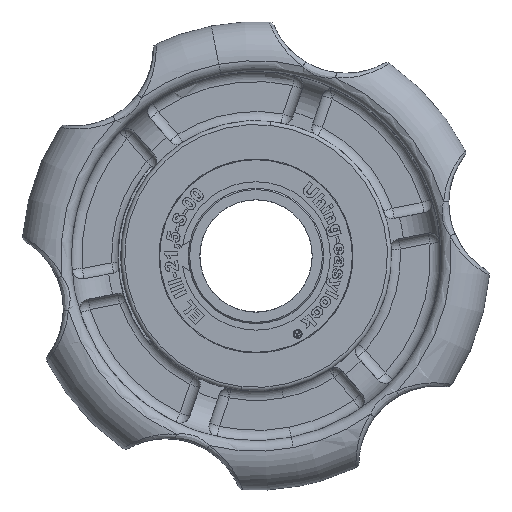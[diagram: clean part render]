
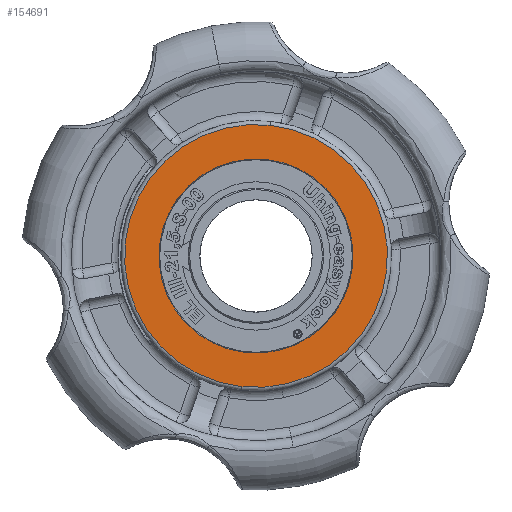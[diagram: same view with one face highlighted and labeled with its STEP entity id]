
A CAD part, left-side view. The second image highlights one B-rep face of the part: STEP entity #154691.
In plain terms, the highlighted planar face has unit normal (-1, 0, 0).
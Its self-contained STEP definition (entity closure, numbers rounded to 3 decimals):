
#1225 = AXIS2_PLACEMENT_3D ( 'NONE', #33648, #97131, #82958 ) ;
#1780 = CIRCLE ( 'NONE', #76368, 25.25 ) ;
#3249 = CARTESIAN_POINT ( 'NONE',  ( -31.1, -2.703, 25.105 ) ) ;
#4286 = ORIENTED_EDGE ( 'NONE', *, *, #40745, .F. ) ;
#6506 = CARTESIAN_POINT ( 'NONE',  ( -31.1, -18.543, -1.997 ) ) ;
#10073 = EDGE_LOOP ( 'NONE', ( #4286, #74898 ) ) ;
#13505 = DIRECTION ( 'NONE',  ( -1., 0., 0. ) ) ;
#18296 = EDGE_LOOP ( 'NONE', ( #94569, #89038 ) ) ;
#22289 = DIRECTION ( 'NONE',  ( 0., -0.107, 0.994 ) ) ;
#25257 = CIRCLE ( 'NONE', #91887, 18.65 ) ;
#29581 = VERTEX_POINT ( 'NONE', #72906 ) ;
#32943 = DIRECTION ( 'NONE',  ( -1., 0., 0. ) ) ;
#33648 = CARTESIAN_POINT ( 'NONE',  ( -31.1, 0., 0. ) ) ;
#35324 = CARTESIAN_POINT ( 'NONE',  ( -31.1, 1.997, -18.543 ) ) ;
#40745 = EDGE_CURVE ( 'NONE', #115494, #135925, #52243, .T. ) ;
#41781 = DIRECTION ( 'NONE',  ( 0., 0.107, -0.994 ) ) ;
#43318 = DIRECTION ( 'NONE',  ( 0., 0.107, -0.994 ) ) ;
#44872 = FACE_OUTER_BOUND ( 'NONE', #18296, .T. ) ;
#48137 = VERTEX_POINT ( 'NONE', #3249 ) ;
#52243 = CIRCLE ( 'NONE', #54812, 18.65 ) ;
#54043 = EDGE_CURVE ( 'NONE', #48137, #29581, #134504, .T. ) ;
#54267 = CARTESIAN_POINT ( 'NONE',  ( -31.1, 0., 0. ) ) ;
#54812 = AXIS2_PLACEMENT_3D ( 'NONE', #54267, #13505, #41781 ) ;
#54981 = DIRECTION ( 'NONE',  ( -1., 0., 0. ) ) ;
#57067 = EDGE_CURVE ( 'NONE', #29581, #48137, #1780, .T. ) ;
#58769 = CARTESIAN_POINT ( 'NONE',  ( -31.1, 0., 0. ) ) ;
#72906 = CARTESIAN_POINT ( 'NONE',  ( -31.1, 2.703, -25.105 ) ) ;
#74898 = ORIENTED_EDGE ( 'NONE', *, *, #80697, .F. ) ;
#76368 = AXIS2_PLACEMENT_3D ( 'NONE', #58769, #32943, #109742 ) ;
#77537 = CARTESIAN_POINT ( 'NONE',  ( -31.1, -1.997, 18.543 ) ) ;
#79280 = CARTESIAN_POINT ( 'NONE',  ( -31.1, 0., 0. ) ) ;
#80697 = EDGE_CURVE ( 'NONE', #135925, #115494, #25257, .T. ) ;
#82958 = DIRECTION ( 'NONE',  ( 0., 0.107, -0.994 ) ) ;
#89038 = ORIENTED_EDGE ( 'NONE', *, *, #54043, .T. ) ;
#91887 = AXIS2_PLACEMENT_3D ( 'NONE', #79280, #54981, #43318 ) ;
#94569 = ORIENTED_EDGE ( 'NONE', *, *, #57067, .T. ) ;
#97131 = DIRECTION ( 'NONE',  ( -1., 0., 0. ) ) ;
#109742 = DIRECTION ( 'NONE',  ( 0., 0.107, -0.994 ) ) ;
#115494 = VERTEX_POINT ( 'NONE', #35324 ) ;
#122481 = DIRECTION ( 'NONE',  ( 1., 0., 0. ) ) ;
#134504 = CIRCLE ( 'NONE', #1225, 25.25 ) ;
#135925 = VERTEX_POINT ( 'NONE', #77537 ) ;
#148346 = FACE_BOUND ( 'NONE', #10073, .T. ) ;
#149182 = PLANE ( 'NONE',  #157480 ) ;
#154691 = ADVANCED_FACE ( 'NONE', ( #148346, #44872 ), #149182, .F. ) ;
#157480 = AXIS2_PLACEMENT_3D ( 'NONE', #6506, #122481, #22289 ) ;
